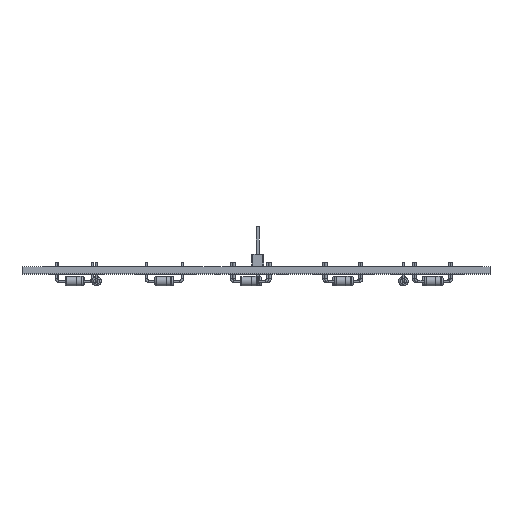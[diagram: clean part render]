
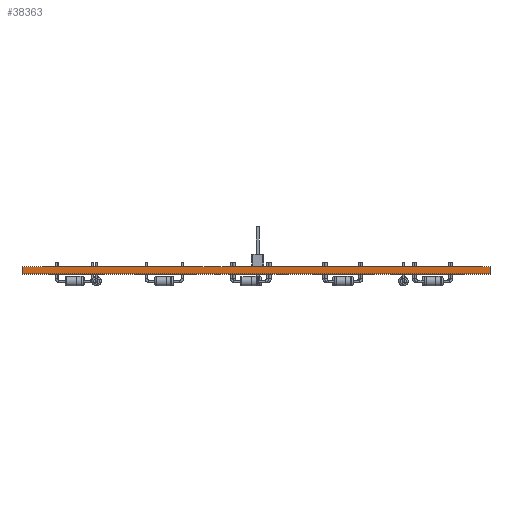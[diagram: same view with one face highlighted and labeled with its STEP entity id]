
A CAD part, front view. The second image highlights one B-rep face of the part: STEP entity #38363.
In plain terms, the highlighted planar face has unit normal (0, -1, 0).
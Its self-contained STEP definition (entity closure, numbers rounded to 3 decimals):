
#38363 = ADVANCED_FACE('',(#38364),#38398,.T.);
#38364 = FACE_BOUND('',#38365,.T.);
#38365 = EDGE_LOOP('',(#38366,#38376,#38384,#38392));
#38366 = ORIENTED_EDGE('',*,*,#38367,.T.);
#38367 = EDGE_CURVE('',#38368,#38370,#38372,.T.);
#38368 = VERTEX_POINT('',#38369);
#38369 = CARTESIAN_POINT('',(127.4,-120.7,0.));
#38370 = VERTEX_POINT('',#38371);
#38371 = CARTESIAN_POINT('',(127.4,-120.7,1.51));
#38372 = LINE('',#38373,#38374);
#38373 = CARTESIAN_POINT('',(127.4,-120.7,0.));
#38374 = VECTOR('',#38375,1.);
#38375 = DIRECTION('',(0.,0.,1.));
#38376 = ORIENTED_EDGE('',*,*,#38377,.T.);
#38377 = EDGE_CURVE('',#38370,#38378,#38380,.T.);
#38378 = VERTEX_POINT('',#38379);
#38379 = CARTESIAN_POINT('',(28.1,-120.7,1.51));
#38380 = LINE('',#38381,#38382);
#38381 = CARTESIAN_POINT('',(127.4,-120.7,1.51));
#38382 = VECTOR('',#38383,1.);
#38383 = DIRECTION('',(-1.,0.,0.));
#38384 = ORIENTED_EDGE('',*,*,#38385,.F.);
#38385 = EDGE_CURVE('',#38386,#38378,#38388,.T.);
#38386 = VERTEX_POINT('',#38387);
#38387 = CARTESIAN_POINT('',(28.1,-120.7,0.));
#38388 = LINE('',#38389,#38390);
#38389 = CARTESIAN_POINT('',(28.1,-120.7,0.));
#38390 = VECTOR('',#38391,1.);
#38391 = DIRECTION('',(0.,0.,1.));
#38392 = ORIENTED_EDGE('',*,*,#38393,.F.);
#38393 = EDGE_CURVE('',#38368,#38386,#38394,.T.);
#38394 = LINE('',#38395,#38396);
#38395 = CARTESIAN_POINT('',(127.4,-120.7,0.));
#38396 = VECTOR('',#38397,1.);
#38397 = DIRECTION('',(-1.,0.,0.));
#38398 = PLANE('',#38399);
#38399 = AXIS2_PLACEMENT_3D('',#38400,#38401,#38402);
#38400 = CARTESIAN_POINT('',(127.4,-120.7,0.));
#38401 = DIRECTION('',(0.,-1.,0.));
#38402 = DIRECTION('',(-1.,0.,0.));
